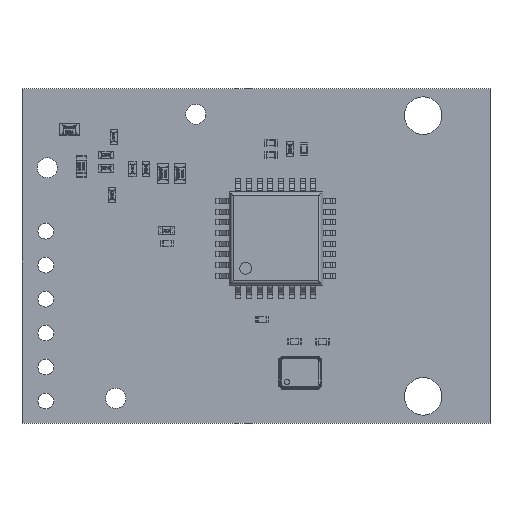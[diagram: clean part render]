
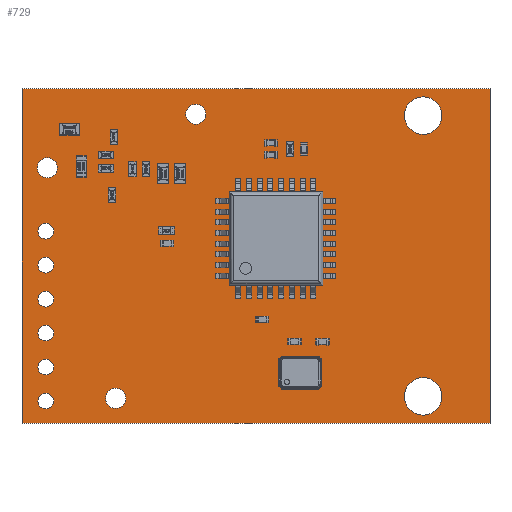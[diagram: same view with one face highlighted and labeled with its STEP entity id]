
A CAD part, top view. The second image highlights one B-rep face of the part: STEP entity #729.
In plain terms, the highlighted planar face has unit normal (0, 0, 1).
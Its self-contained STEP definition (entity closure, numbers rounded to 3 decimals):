
#204 = VERTEX_POINT('',#205);
#205 = CARTESIAN_POINT('',(0.,0.,0.411));
#211 = EDGE_CURVE('',#204,#212,#214,.T.);
#212 = VERTEX_POINT('',#213);
#213 = CARTESIAN_POINT('',(0.,25.,0.411));
#214 = LINE('',#215,#216);
#215 = CARTESIAN_POINT('',(0.,0.,0.411));
#216 = VECTOR('',#217,1.);
#217 = DIRECTION('',(0.,1.,0.));
#242 = EDGE_CURVE('',#212,#243,#245,.T.);
#243 = VERTEX_POINT('',#244);
#244 = CARTESIAN_POINT('',(35.,25.,0.411));
#245 = LINE('',#246,#247);
#246 = CARTESIAN_POINT('',(0.,25.,0.411));
#247 = VECTOR('',#248,1.);
#248 = DIRECTION('',(1.,0.,0.));
#273 = EDGE_CURVE('',#243,#274,#276,.T.);
#274 = VERTEX_POINT('',#275);
#275 = CARTESIAN_POINT('',(35.,0.,0.411));
#276 = LINE('',#277,#278);
#277 = CARTESIAN_POINT('',(35.,25.,0.411));
#278 = VECTOR('',#279,1.);
#279 = DIRECTION('',(0.,-1.,0.));
#304 = EDGE_CURVE('',#274,#204,#305,.T.);
#305 = LINE('',#306,#307);
#306 = CARTESIAN_POINT('',(35.,0.,0.411));
#307 = VECTOR('',#308,1.);
#308 = DIRECTION('',(-1.,0.,0.));
#328 = VERTEX_POINT('',#329);
#329 = CARTESIAN_POINT('',(2.363,4.191,0.411));
#335 = EDGE_CURVE('',#328,#328,#336,.T.);
#336 = CIRCLE('',#337,0.585);
#337 = AXIS2_PLACEMENT_3D('',#338,#339,#340);
#338 = CARTESIAN_POINT('',(1.778,4.191,0.411));
#339 = DIRECTION('',(0.,0.,1.));
#340 = DIRECTION('',(1.,0.,0.));
#361 = VERTEX_POINT('',#362);
#362 = CARTESIAN_POINT('',(2.363,1.651,0.411));
#368 = EDGE_CURVE('',#361,#361,#369,.T.);
#369 = CIRCLE('',#370,0.585);
#370 = AXIS2_PLACEMENT_3D('',#371,#372,#373);
#371 = CARTESIAN_POINT('',(1.778,1.651,0.411));
#372 = DIRECTION('',(0.,0.,1.));
#373 = DIRECTION('',(1.,0.,0.));
#394 = VERTEX_POINT('',#395);
#395 = CARTESIAN_POINT('',(2.363,6.731,0.411));
#401 = EDGE_CURVE('',#394,#394,#402,.T.);
#402 = CIRCLE('',#403,0.585);
#403 = AXIS2_PLACEMENT_3D('',#404,#405,#406);
#404 = CARTESIAN_POINT('',(1.778,6.731,0.411));
#405 = DIRECTION('',(0.,0.,1.));
#406 = DIRECTION('',(1.,0.,0.));
#427 = VERTEX_POINT('',#428);
#428 = CARTESIAN_POINT('',(2.363,14.351,0.411));
#434 = EDGE_CURVE('',#427,#427,#435,.T.);
#435 = CIRCLE('',#436,0.585);
#436 = AXIS2_PLACEMENT_3D('',#437,#438,#439);
#437 = CARTESIAN_POINT('',(1.778,14.351,0.411));
#438 = DIRECTION('',(0.,0.,1.));
#439 = DIRECTION('',(1.,0.,0.));
#460 = VERTEX_POINT('',#461);
#461 = CARTESIAN_POINT('',(2.65,19.1,0.411));
#467 = EDGE_CURVE('',#460,#460,#468,.T.);
#468 = CIRCLE('',#469,0.75);
#469 = AXIS2_PLACEMENT_3D('',#470,#471,#472);
#470 = CARTESIAN_POINT('',(1.9,19.1,0.411));
#471 = DIRECTION('',(0.,0.,1.));
#472 = DIRECTION('',(1.,0.,0.));
#493 = VERTEX_POINT('',#494);
#494 = CARTESIAN_POINT('',(2.363,9.271,0.411));
#500 = EDGE_CURVE('',#493,#493,#501,.T.);
#501 = CIRCLE('',#502,0.585);
#502 = AXIS2_PLACEMENT_3D('',#503,#504,#505);
#503 = CARTESIAN_POINT('',(1.778,9.271,0.411));
#504 = DIRECTION('',(0.,0.,1.));
#505 = DIRECTION('',(1.,0.,0.));
#526 = VERTEX_POINT('',#527);
#527 = CARTESIAN_POINT('',(7.75,1.85,0.411));
#533 = EDGE_CURVE('',#526,#526,#534,.T.);
#534 = CIRCLE('',#535,0.75);
#535 = AXIS2_PLACEMENT_3D('',#536,#537,#538);
#536 = CARTESIAN_POINT('',(7.,1.85,0.411));
#537 = DIRECTION('',(0.,0.,1.));
#538 = DIRECTION('',(1.,0.,0.));
#559 = VERTEX_POINT('',#560);
#560 = CARTESIAN_POINT('',(31.4,2.,0.411));
#566 = EDGE_CURVE('',#559,#559,#567,.T.);
#567 = CIRCLE('',#568,1.4);
#568 = AXIS2_PLACEMENT_3D('',#569,#570,#571);
#569 = CARTESIAN_POINT('',(30.,2.,0.411));
#570 = DIRECTION('',(0.,0.,1.));
#571 = DIRECTION('',(1.,0.,0.));
#592 = VERTEX_POINT('',#593);
#593 = CARTESIAN_POINT('',(2.363,11.811,0.411));
#599 = EDGE_CURVE('',#592,#592,#600,.T.);
#600 = CIRCLE('',#601,0.585);
#601 = AXIS2_PLACEMENT_3D('',#602,#603,#604);
#602 = CARTESIAN_POINT('',(1.778,11.811,0.411));
#603 = DIRECTION('',(0.,0.,1.));
#604 = DIRECTION('',(1.,0.,0.));
#625 = VERTEX_POINT('',#626);
#626 = CARTESIAN_POINT('',(13.75,23.1,0.411));
#632 = EDGE_CURVE('',#625,#625,#633,.T.);
#633 = CIRCLE('',#634,0.75);
#634 = AXIS2_PLACEMENT_3D('',#635,#636,#637);
#635 = CARTESIAN_POINT('',(13.,23.1,0.411));
#636 = DIRECTION('',(0.,0.,1.));
#637 = DIRECTION('',(1.,0.,0.));
#658 = VERTEX_POINT('',#659);
#659 = CARTESIAN_POINT('',(31.4,23.,0.411));
#665 = EDGE_CURVE('',#658,#658,#666,.T.);
#666 = CIRCLE('',#667,1.4);
#667 = AXIS2_PLACEMENT_3D('',#668,#669,#670);
#668 = CARTESIAN_POINT('',(30.,23.,0.411));
#669 = DIRECTION('',(0.,0.,1.));
#670 = DIRECTION('',(1.,0.,0.));
#729 = ADVANCED_FACE('',(#730,#736,#739,#742,#745,#748,#751,#754,#757,
    #760,#763,#766),#769,.T.);
#730 = FACE_BOUND('',#731,.F.);
#731 = EDGE_LOOP('',(#732,#733,#734,#735));
#732 = ORIENTED_EDGE('',*,*,#211,.T.);
#733 = ORIENTED_EDGE('',*,*,#242,.T.);
#734 = ORIENTED_EDGE('',*,*,#273,.T.);
#735 = ORIENTED_EDGE('',*,*,#304,.T.);
#736 = FACE_BOUND('',#737,.T.);
#737 = EDGE_LOOP('',(#738));
#738 = ORIENTED_EDGE('',*,*,#335,.F.);
#739 = FACE_BOUND('',#740,.T.);
#740 = EDGE_LOOP('',(#741));
#741 = ORIENTED_EDGE('',*,*,#368,.F.);
#742 = FACE_BOUND('',#743,.T.);
#743 = EDGE_LOOP('',(#744));
#744 = ORIENTED_EDGE('',*,*,#401,.F.);
#745 = FACE_BOUND('',#746,.T.);
#746 = EDGE_LOOP('',(#747));
#747 = ORIENTED_EDGE('',*,*,#434,.F.);
#748 = FACE_BOUND('',#749,.T.);
#749 = EDGE_LOOP('',(#750));
#750 = ORIENTED_EDGE('',*,*,#467,.F.);
#751 = FACE_BOUND('',#752,.T.);
#752 = EDGE_LOOP('',(#753));
#753 = ORIENTED_EDGE('',*,*,#500,.F.);
#754 = FACE_BOUND('',#755,.T.);
#755 = EDGE_LOOP('',(#756));
#756 = ORIENTED_EDGE('',*,*,#533,.F.);
#757 = FACE_BOUND('',#758,.T.);
#758 = EDGE_LOOP('',(#759));
#759 = ORIENTED_EDGE('',*,*,#566,.F.);
#760 = FACE_BOUND('',#761,.T.);
#761 = EDGE_LOOP('',(#762));
#762 = ORIENTED_EDGE('',*,*,#599,.F.);
#763 = FACE_BOUND('',#764,.T.);
#764 = EDGE_LOOP('',(#765));
#765 = ORIENTED_EDGE('',*,*,#632,.F.);
#766 = FACE_BOUND('',#767,.T.);
#767 = EDGE_LOOP('',(#768));
#768 = ORIENTED_EDGE('',*,*,#665,.F.);
#769 = PLANE('',#770);
#770 = AXIS2_PLACEMENT_3D('',#771,#772,#773);
#771 = CARTESIAN_POINT('',(0.,0.,0.411));
#772 = DIRECTION('',(0.,0.,1.));
#773 = DIRECTION('',(1.,0.,0.));
